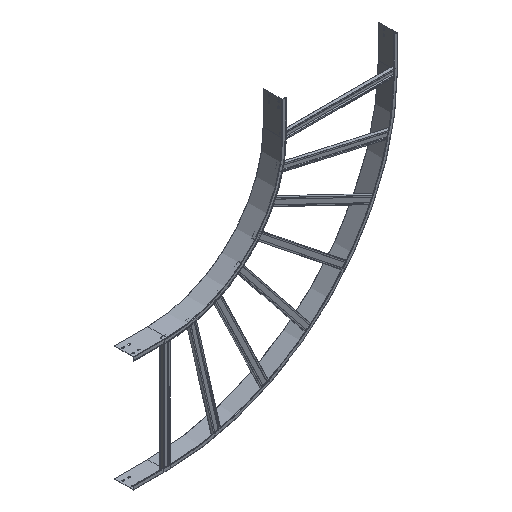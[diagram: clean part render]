
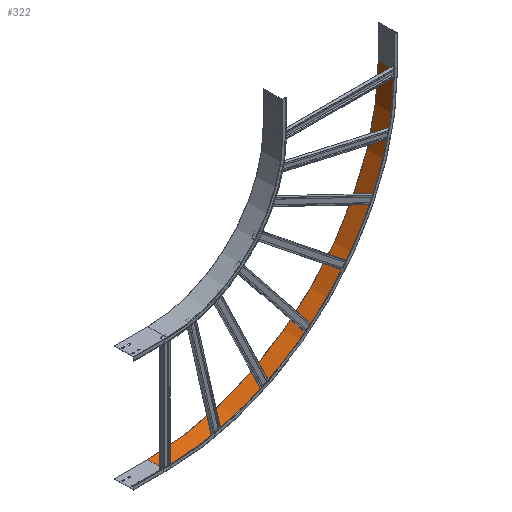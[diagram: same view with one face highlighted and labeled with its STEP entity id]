
A CAD part, isometric view. The second image highlights one B-rep face of the part: STEP entity #322.
In plain terms, the highlighted cylindrical face has radius 1198.8 mm (diameter 2397.6 mm), a partial arc.
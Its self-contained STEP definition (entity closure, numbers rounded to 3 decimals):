
#322 = ADVANCED_FACE ( 'NONE', ( #4055 ), #4057, .F. ) ;
#520 = VERTEX_POINT ( 'NONE', #9360 ) ;
#521 = VERTEX_POINT ( 'NONE', #9361 ) ;
#526 = VERTEX_POINT ( 'NONE', #9366 ) ;
#527 = VERTEX_POINT ( 'NONE', #9367 ) ;
#2189 = DIRECTION ( 'NONE',  ( 1., 0., 0. ) ) ;
#2190 = DIRECTION ( 'NONE',  ( 0., -1., 0. ) ) ;
#2193 = CARTESIAN_POINT ( 'NONE',  ( -600., 0., -173. ) ) ;
#2353 = ORIENTED_EDGE ( 'NONE', *, *, #2982, .F. ) ;
#2354 = ORIENTED_EDGE ( 'NONE', *, *, #2983, .T. ) ;
#2355 = ORIENTED_EDGE ( 'NONE', *, *, #2984, .T. ) ;
#2359 = ORIENTED_EDGE ( 'NONE', *, *, #2985, .F. ) ;
#2982 = EDGE_CURVE ( 'NONE', #520, #521, #7432, .T. ) ;
#2983 = EDGE_CURVE ( 'NONE', #520, #526, #7435, .T. ) ;
#2984 = EDGE_CURVE ( 'NONE', #526, #527, #7436, .T. ) ;
#2985 = EDGE_CURVE ( 'NONE', #521, #527, #7439, .T. ) ;
#4055 = FACE_OUTER_BOUND ( 'NONE', #9721, .T. ) ;
#4057 = CYLINDRICAL_SURFACE ( 'NONE', #4504, 1198.8 ) ;
#4504 = AXIS2_PLACEMENT_3D ( 'NONE', #2193, #2190, #2189 ) ;
#7432 = LINE ( 'NONE', #8132, #7437 ) ;
#7435 = CIRCLE ( 'NONE', #7988, 1198.8 ) ;
#7436 = LINE ( 'NONE', #8137, #7440 ) ;
#7437 = VECTOR ( 'NONE', #8127, 1000. ) ;
#7439 = CIRCLE ( 'NONE', #7989, 1198.8 ) ;
#7440 = VECTOR ( 'NONE', #8136, 1000. ) ;
#7988 = AXIS2_PLACEMENT_3D ( 'NONE', #8138, #8139, #8140 ) ;
#7989 = AXIS2_PLACEMENT_3D ( 'NONE', #8142, #8143, #8144 ) ;
#8127 = DIRECTION ( 'NONE',  ( 0., 1., 0. ) ) ;
#8132 = CARTESIAN_POINT ( 'NONE',  ( -600., -41.13, -1371.8 ) ) ;
#8136 = DIRECTION ( 'NONE',  ( 0., 1., 0. ) ) ;
#8137 = CARTESIAN_POINT ( 'NONE',  ( 598.8, -41.13, -173. ) ) ;
#8138 = CARTESIAN_POINT ( 'NONE',  ( -600., -41.13, -173. ) ) ;
#8139 = DIRECTION ( 'NONE',  ( 0., -1., 0. ) ) ;
#8140 = DIRECTION ( 'NONE',  ( 1., 0., 0. ) ) ;
#8142 = CARTESIAN_POINT ( 'NONE',  ( -600., 57.07, -173. ) ) ;
#8143 = DIRECTION ( 'NONE',  ( 0., -1., 0. ) ) ;
#8144 = DIRECTION ( 'NONE',  ( 1., 0., 0. ) ) ;
#9360 = CARTESIAN_POINT ( 'NONE',  ( -600., -41.13, -1371.8 ) ) ;
#9361 = CARTESIAN_POINT ( 'NONE',  ( -600., 57.07, -1371.8 ) ) ;
#9366 = CARTESIAN_POINT ( 'NONE',  ( 598.8, -41.13, -173. ) ) ;
#9367 = CARTESIAN_POINT ( 'NONE',  ( 598.8, 57.07, -173. ) ) ;
#9721 = EDGE_LOOP ( 'NONE', ( #2353, #2354, #2355, #2359 ) ) ;
